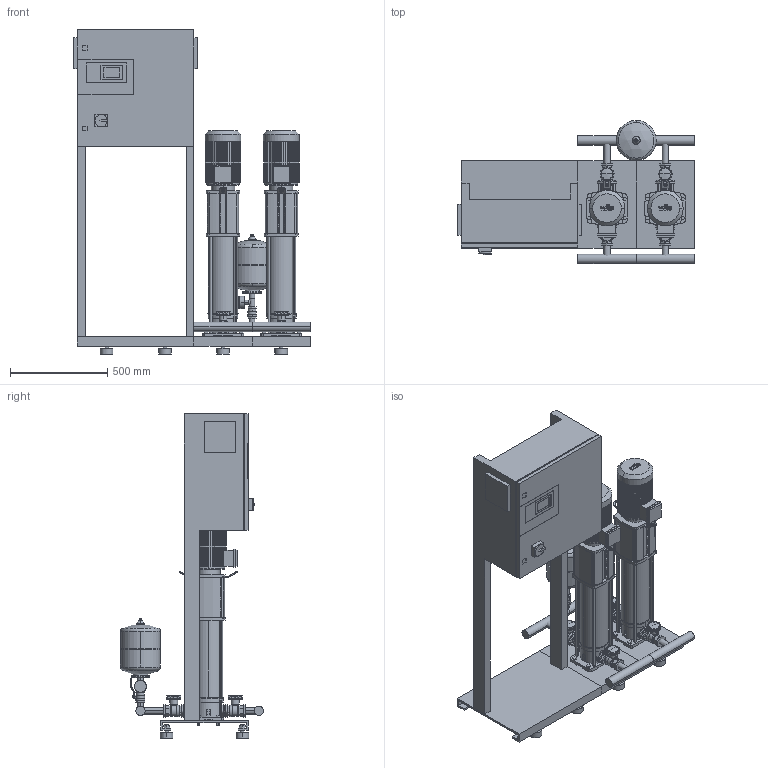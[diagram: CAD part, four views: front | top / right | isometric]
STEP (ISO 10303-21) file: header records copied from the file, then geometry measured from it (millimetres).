
FILE_DESCRIPTION((''),'2;1');
FILE_NAME('3d_CO-2HELIXV418_K_CC-01-2536414.stp','2016-01-25T09:56:53',(''),(''),'Mechanical Desktop 2009','Mechanical Desktop 2009',', , ');
FILE_SCHEMA(('CONFIG_CONTROL_DESIGN'));
Length unit declared in the file: millimetre
Products named in the file (1): Product
Bounding box: 1220 x 737.15 x 1670 mm (x, y, z)
Volume: 160553047.9 mm3; surface area: 7337914.3 mm2
Topology: 91 solids, 91 shells, 3215 faces, 8395 edges, 5529 vertices
Faces by surface type: plane 1627, cylinder 726, bspline 724, cone 116, torus 20, sphere 2
Entity records: 103206 total; most frequent: CARTESIAN_POINT 23950, ORIENTED_EDGE 16774, DIRECTION 15255, EDGE_CURVE 8387, VECTOR 5887, LINE 5887, VERTEX_POINT 5524, AXIS2_PLACEMENT_3D 4684
